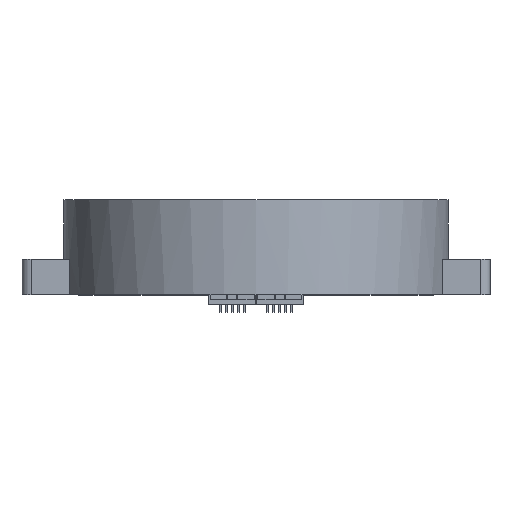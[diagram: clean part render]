
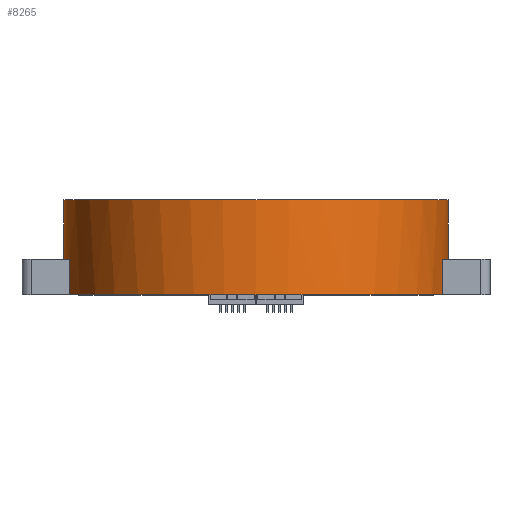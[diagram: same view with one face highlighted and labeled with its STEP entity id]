
A CAD part, top view. The second image highlights one B-rep face of the part: STEP entity #8265.
In plain terms, the highlighted cylindrical face has radius 81 mm (diameter 162 mm), a partial arc.
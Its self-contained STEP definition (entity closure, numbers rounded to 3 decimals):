
#101 = AXIS2_PLACEMENT_3D ( 'NONE', #7312, #9077, #14065 ) ;
#129 = DIRECTION ( 'NONE',  ( 0., 1., 0. ) ) ;
#250 = AXIS2_PLACEMENT_3D ( 'NONE', #15672, #7256, #2280 ) ;
#277 = CYLINDRICAL_SURFACE ( 'NONE', #250, 81. ) ;
#401 = FACE_OUTER_BOUND ( 'NONE', #2088, .T. ) ;
#487 = EDGE_CURVE ( 'NONE', #6014, #2317, #16911, .T. ) ;
#865 = ORIENTED_EDGE ( 'NONE', *, *, #14706, .F. ) ;
#1925 = EDGE_CURVE ( 'NONE', #17800, #5234, #16571, .T. ) ;
#2043 = CARTESIAN_POINT ( 'NONE',  ( 2.508, 15., 20. ) ) ;
#2088 = EDGE_LOOP ( 'NONE', ( #9609, #14548, #7283, #10469, #865, #19786, #15246, #16781 ) ) ;
#2280 = DIRECTION ( 'NONE',  ( -1., 0., 0. ) ) ;
#2317 = VERTEX_POINT ( 'NONE', #5123 ) ;
#2459 = CIRCLE ( 'NONE', #14839, 81. ) ;
#3290 = CARTESIAN_POINT ( 'NONE',  ( 159.492, 15., 20. ) ) ;
#3684 = VERTEX_POINT ( 'NONE', #7574 ) ;
#4626 = CARTESIAN_POINT ( 'NONE',  ( 81., 15., 0. ) ) ;
#5017 = CARTESIAN_POINT ( 'NONE',  ( 2.508, 0., 20. ) ) ;
#5123 = CARTESIAN_POINT ( 'NONE',  ( 0., 40., 0. ) ) ;
#5129 = VERTEX_POINT ( 'NONE', #5017 ) ;
#5234 = VERTEX_POINT ( 'NONE', #12412 ) ;
#5818 = EDGE_CURVE ( 'NONE', #18822, #3684, #21261, .T. ) ;
#6014 = VERTEX_POINT ( 'NONE', #9117 ) ;
#6410 = DIRECTION ( 'NONE',  ( 0., 1., 0. ) ) ;
#6704 = AXIS2_PLACEMENT_3D ( 'NONE', #20280, #129, #10186 ) ;
#7004 = LINE ( 'NONE', #2043, #9501 ) ;
#7236 = DIRECTION ( 'NONE',  ( 0., -1., 0. ) ) ;
#7256 = DIRECTION ( 'NONE',  ( 0., 1., 0. ) ) ;
#7283 = ORIENTED_EDGE ( 'NONE', *, *, #10001, .F. ) ;
#7312 = CARTESIAN_POINT ( 'NONE',  ( 81., 15., 0. ) ) ;
#7542 = CARTESIAN_POINT ( 'NONE',  ( 2.508, 15., 20. ) ) ;
#7574 = CARTESIAN_POINT ( 'NONE',  ( 162., 40., 0. ) ) ;
#8265 = ADVANCED_FACE ( 'NONE', ( #401 ), #277, .T. ) ;
#8516 = CIRCLE ( 'NONE', #8855, 81. ) ;
#8855 = AXIS2_PLACEMENT_3D ( 'NONE', #4626, #9808, #16797 ) ;
#9077 = DIRECTION ( 'NONE',  ( 0., -1., 0. ) ) ;
#9117 = CARTESIAN_POINT ( 'NONE',  ( 0., 15., 0. ) ) ;
#9391 = DIRECTION ( 'NONE',  ( 0., 1., 0. ) ) ;
#9501 = VECTOR ( 'NONE', #7236, 1000. ) ;
#9554 = EDGE_CURVE ( 'NONE', #16907, #5129, #7004, .T. ) ;
#9609 = ORIENTED_EDGE ( 'NONE', *, *, #16871, .F. ) ;
#9808 = DIRECTION ( 'NONE',  ( 0., -1., 0. ) ) ;
#10001 = EDGE_CURVE ( 'NONE', #2317, #3684, #2459, .T. ) ;
#10186 = DIRECTION ( 'NONE',  ( -1., 0., 0. ) ) ;
#10469 = ORIENTED_EDGE ( 'NONE', *, *, #487, .F. ) ;
#11954 = CARTESIAN_POINT ( 'NONE',  ( 81., 40., 0. ) ) ;
#12178 = DIRECTION ( 'NONE',  ( 0., 1., 0. ) ) ;
#12412 = CARTESIAN_POINT ( 'NONE',  ( 159.492, 0., 20. ) ) ;
#13923 = EDGE_CURVE ( 'NONE', #5129, #5234, #14487, .T. ) ;
#14065 = DIRECTION ( 'NONE',  ( 1., 0., 0. ) ) ;
#14487 = CIRCLE ( 'NONE', #6704, 81. ) ;
#14548 = ORIENTED_EDGE ( 'NONE', *, *, #5818, .T. ) ;
#14706 = EDGE_CURVE ( 'NONE', #16907, #6014, #8516, .T. ) ;
#14839 = AXIS2_PLACEMENT_3D ( 'NONE', #11954, #12178, #18725 ) ;
#15140 = CARTESIAN_POINT ( 'NONE',  ( 0., 93.538, 0. ) ) ;
#15246 = ORIENTED_EDGE ( 'NONE', *, *, #13923, .T. ) ;
#15672 = CARTESIAN_POINT ( 'NONE',  ( 81., 93.538, 0. ) ) ;
#16571 = LINE ( 'NONE', #3290, #19816 ) ;
#16781 = ORIENTED_EDGE ( 'NONE', *, *, #1925, .F. ) ;
#16797 = DIRECTION ( 'NONE',  ( 1., 0., 0. ) ) ;
#16871 = EDGE_CURVE ( 'NONE', #18822, #17800, #18841, .T. ) ;
#16907 = VERTEX_POINT ( 'NONE', #7542 ) ;
#16911 = LINE ( 'NONE', #15140, #20144 ) ;
#17800 = VERTEX_POINT ( 'NONE', #20072 ) ;
#17915 = CARTESIAN_POINT ( 'NONE',  ( 162., 15., 0. ) ) ;
#18156 = CARTESIAN_POINT ( 'NONE',  ( 162., 93.538, 0. ) ) ;
#18338 = DIRECTION ( 'NONE',  ( 0., -1., 0. ) ) ;
#18342 = VECTOR ( 'NONE', #9391, 1000. ) ;
#18725 = DIRECTION ( 'NONE',  ( -1., 0., 0. ) ) ;
#18822 = VERTEX_POINT ( 'NONE', #17915 ) ;
#18841 = CIRCLE ( 'NONE', #101, 81. ) ;
#19786 = ORIENTED_EDGE ( 'NONE', *, *, #9554, .T. ) ;
#19816 = VECTOR ( 'NONE', #18338, 1000. ) ;
#20072 = CARTESIAN_POINT ( 'NONE',  ( 159.492, 15., 20. ) ) ;
#20144 = VECTOR ( 'NONE', #6410, 1000. ) ;
#20280 = CARTESIAN_POINT ( 'NONE',  ( 81., 0., 0. ) ) ;
#21261 = LINE ( 'NONE', #18156, #18342 ) ;
